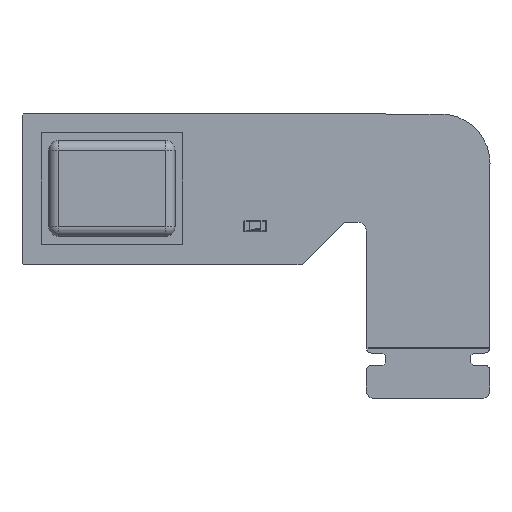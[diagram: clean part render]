
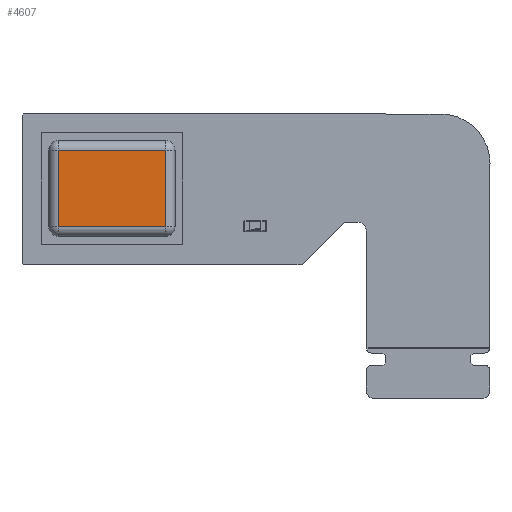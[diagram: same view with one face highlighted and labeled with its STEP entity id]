
A CAD part, top view. The second image highlights one B-rep face of the part: STEP entity #4607.
In plain terms, the highlighted face is planar.
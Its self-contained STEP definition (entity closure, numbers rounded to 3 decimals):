
#4162 = VERTEX_POINT('',#4163);
#4163 = CARTESIAN_POINT('',(-2.495,1.1,0.455));
#4229 = VERTEX_POINT('',#4230);
#4230 = CARTESIAN_POINT('',(-0.455,1.1,0.455));
#4296 = EDGE_CURVE('',#4162,#4229,#4297,.T.);
#4297 = LINE('',#4298,#4299);
#4298 = CARTESIAN_POINT('',(-0.84,1.1,0.455));
#4299 = VECTOR('',#4300,1.);
#4300 = DIRECTION('',(1.,0.,0.));
#4318 = VERTEX_POINT('',#4319);
#4319 = CARTESIAN_POINT('',(-2.495,1.1,3.305));
#4385 = VERTEX_POINT('',#4386);
#4386 = CARTESIAN_POINT('',(-0.455,1.1,3.305));
#4452 = EDGE_CURVE('',#4229,#4385,#4453,.T.);
#4453 = LINE('',#4454,#4455);
#4454 = CARTESIAN_POINT('',(-0.455,1.1,2.718));
#4455 = VECTOR('',#4456,1.);
#4456 = DIRECTION('',(0.,0.,1.));
#4474 = EDGE_CURVE('',#4385,#4318,#4475,.T.);
#4475 = LINE('',#4476,#4477);
#4476 = CARTESIAN_POINT('',(-2.11,1.1,3.305));
#4477 = VECTOR('',#4478,1.);
#4478 = DIRECTION('',(-1.,0.,0.));
#4496 = EDGE_CURVE('',#4318,#4162,#4497,.T.);
#4497 = LINE('',#4498,#4499);
#4498 = CARTESIAN_POINT('',(-2.495,1.1,1.043));
#4499 = VECTOR('',#4500,1.);
#4500 = DIRECTION('',(0.,0.,-1.));
#4607 = ADVANCED_FACE('',(#4608),#4614,.T.);
#4608 = FACE_BOUND('',#4609,.T.);
#4609 = EDGE_LOOP('',(#4610,#4611,#4612,#4613));
#4610 = ORIENTED_EDGE('',*,*,#4296,.F.);
#4611 = ORIENTED_EDGE('',*,*,#4496,.F.);
#4612 = ORIENTED_EDGE('',*,*,#4474,.F.);
#4613 = ORIENTED_EDGE('',*,*,#4452,.F.);
#4614 = PLANE('',#4615);
#4615 = AXIS2_PLACEMENT_3D('',#4616,#4617,#4618);
#4616 = CARTESIAN_POINT('',(-1.475,1.1,1.88));
#4617 = DIRECTION('',(0.,1.,0.));
#4618 = DIRECTION('',(0.,0.,1.));
